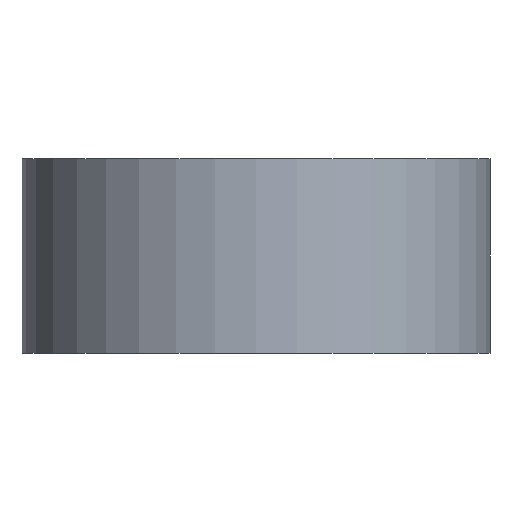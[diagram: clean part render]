
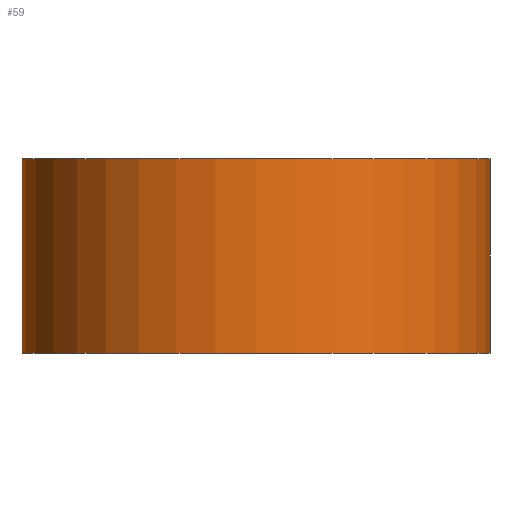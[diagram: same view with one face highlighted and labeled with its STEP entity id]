
A CAD part, front view. The second image highlights one B-rep face of the part: STEP entity #59.
In plain terms, the highlighted cylindrical face has radius 3 mm (diameter 6 mm), a partial arc.
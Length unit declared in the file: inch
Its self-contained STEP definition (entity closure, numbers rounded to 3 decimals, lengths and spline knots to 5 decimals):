
#22 = VERTEX_POINT ( 'NONE', #176 ) ;
#25 = VERTEX_POINT ( 'NONE', #114 ) ;
#28 = EDGE_CURVE ( 'NONE', #52, #34, #112, .T. ) ;
#34 = VERTEX_POINT ( 'NONE', #143 ) ;
#35 = EDGE_CURVE ( 'NONE', #34, #45, #142, .T. ) ;
#41 = EDGE_CURVE ( 'NONE', #25, #45, #219, .T. ) ;
#45 = VERTEX_POINT ( 'NONE', #251 ) ;
#52 = VERTEX_POINT ( 'NONE', #239 ) ;
#53 = EDGE_CURVE ( 'NONE', #22, #52, #238, .T. ) ;
#54 = ORIENTED_EDGE ( 'NONE', *, *, #41, .T. ) ;
#56 = EDGE_CURVE ( 'NONE', #22, #25, #233, .T. ) ;
#57 = ORIENTED_EDGE ( 'NONE', *, *, #56, .T. ) ;
#58 = EDGE_LOOP ( 'NONE', ( #60, #57, #54, #61, #62 ) ) ;
#59 = ADVANCED_FACE ( 'NONE', ( #228 ), #82, .T. ) ;
#60 = ORIENTED_EDGE ( 'NONE', *, *, #53, .F. ) ;
#61 = ORIENTED_EDGE ( 'NONE', *, *, #35, .F. ) ;
#62 = ORIENTED_EDGE ( 'NONE', *, *, #28, .F. ) ;
#76 = DIRECTION ( 'NONE',  ( 1., 0., 0. ) ) ;
#77 = DIRECTION ( 'NONE',  ( 0., 0., 1. ) ) ;
#78 = CARTESIAN_POINT ( 'NONE',  ( 0., 0., 0.11604 ) ) ;
#79 = AXIS2_PLACEMENT_3D ( 'NONE', #78, #77, #76 ) ;
#82 = CYLINDRICAL_SURFACE ( 'NONE', #79, 0.11811 ) ;
#108 = DIRECTION ( 'NONE',  ( 1., 0., 0. ) ) ;
#109 = DIRECTION ( 'NONE',  ( 0., 0., 1. ) ) ;
#110 = CARTESIAN_POINT ( 'NONE',  ( 0., 0., 0.05885 ) ) ;
#111 = AXIS2_PLACEMENT_3D ( 'NONE', #110, #109, #108 ) ;
#112 = CIRCLE ( 'NONE', #111, 0.11811 ) ;
#114 = CARTESIAN_POINT ( 'NONE',  ( 0.11811, 0., -0.03937 ) ) ;
#138 = DIRECTION ( 'NONE',  ( 1., 0., 0. ) ) ;
#139 = DIRECTION ( 'NONE',  ( 0., 0., 1. ) ) ;
#140 = CARTESIAN_POINT ( 'NONE',  ( 0., 0., 0.05885 ) ) ;
#141 = AXIS2_PLACEMENT_3D ( 'NONE', #140, #139, #138 ) ;
#142 = CIRCLE ( 'NONE', #141, 0.11811 ) ;
#143 = CARTESIAN_POINT ( 'NONE',  ( 0., -0.11811, 0.05885 ) ) ;
#176 = CARTESIAN_POINT ( 'NONE',  ( -0.11811, 0., -0.03937 ) ) ;
#216 = DIRECTION ( 'NONE',  ( 0., 0., 1. ) ) ;
#217 = VECTOR ( 'NONE', #216, 39.37008 ) ;
#218 = CARTESIAN_POINT ( 'NONE',  ( 0.11811, 0., 0.11604 ) ) ;
#219 = LINE ( 'NONE', #218, #217 ) ;
#228 = FACE_OUTER_BOUND ( 'NONE', #58, .T. ) ;
#229 = DIRECTION ( 'NONE',  ( 1., 0., 0. ) ) ;
#230 = DIRECTION ( 'NONE',  ( 0., 0., 1. ) ) ;
#231 = CARTESIAN_POINT ( 'NONE',  ( 0., 0., -0.03937 ) ) ;
#232 = AXIS2_PLACEMENT_3D ( 'NONE', #231, #230, #229 ) ;
#233 = CIRCLE ( 'NONE', #232, 0.11811 ) ;
#235 = DIRECTION ( 'NONE',  ( 0., 0., 1. ) ) ;
#236 = VECTOR ( 'NONE', #235, 39.37008 ) ;
#237 = CARTESIAN_POINT ( 'NONE',  ( -0.11811, 0., 0.11604 ) ) ;
#238 = LINE ( 'NONE', #237, #236 ) ;
#239 = CARTESIAN_POINT ( 'NONE',  ( -0.11811, 0., 0.05885 ) ) ;
#251 = CARTESIAN_POINT ( 'NONE',  ( 0.11811, 0., 0.05885 ) ) ;
